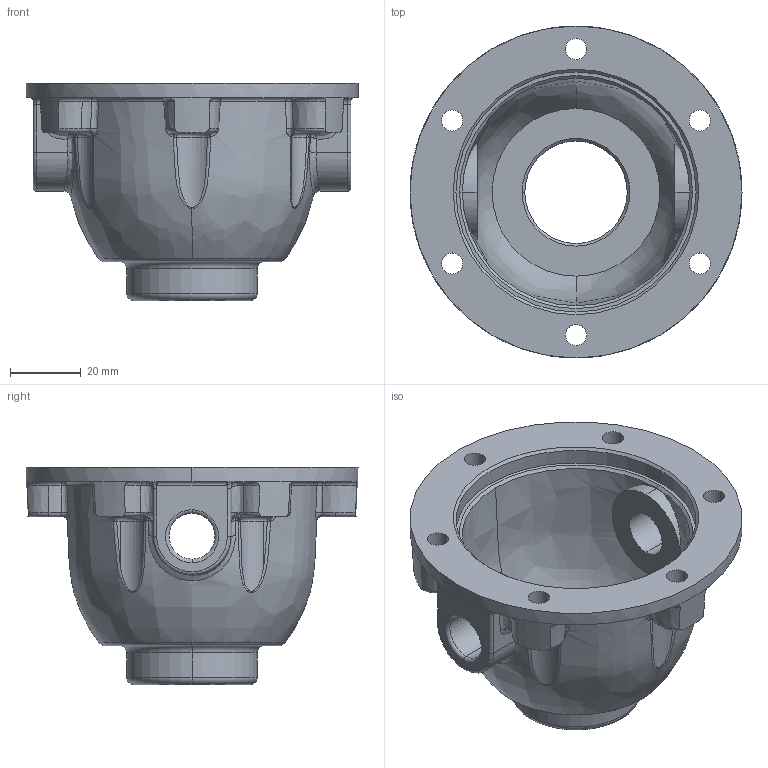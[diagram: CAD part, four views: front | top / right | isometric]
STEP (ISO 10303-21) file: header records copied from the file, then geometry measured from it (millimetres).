
FILE_DESCRIPTION (( 'STEP AP214' ), '1' );
FILE_NAME ('Part 1 (Top cap) step.STEP', '2025-04-09T23:19:42', ( '' ), ( '' ), 'SwSTEP 2.0', 'SolidWorks 2022', '' );
FILE_SCHEMA (( 'AUTOMOTIVE_DESIGN' ));
Length unit declared in the file: millimetre
Products named in the file (1): Part 1 (Top cap) step
Bounding box: 94 x 94 x 61.5 mm (x, y, z)
Volume: 74499 mm3; surface area: 35617.3 mm2
Topology: 1 solids, 1 shells, 270 faces, 649 edges, 373 vertices
Faces by surface type: bspline 96, torus 61, cylinder 49, cone 28, plane 28, sphere 8
Entity records: 13008 total; most frequent: CARTESIAN_POINT 7333, ORIENTED_EDGE 1274, DIRECTION 1105, EDGE_CURVE 637, AXIS2_PLACEMENT_3D 520, VERTEX_POINT 373, CIRCLE 345, EDGE_LOOP 292
